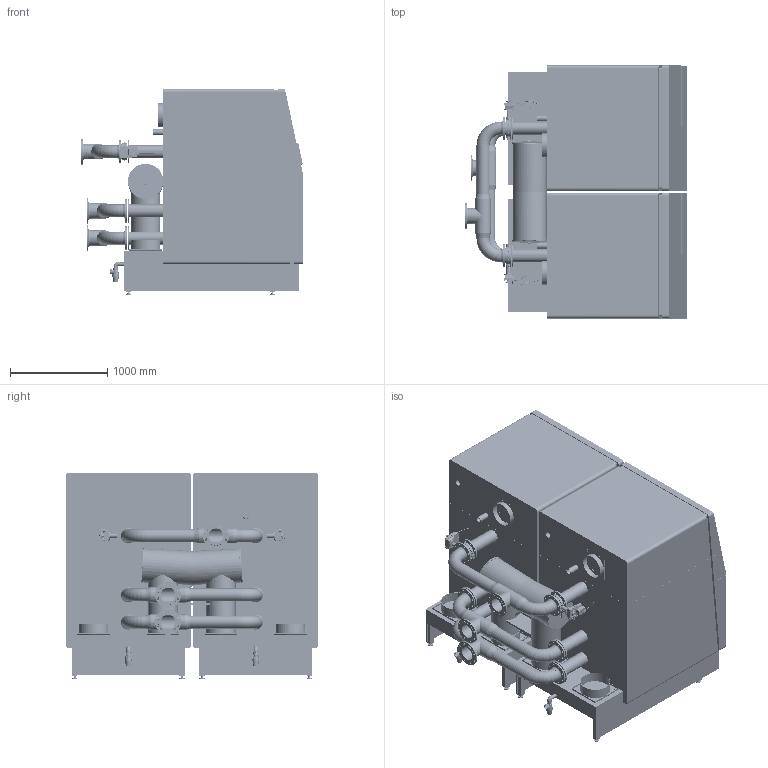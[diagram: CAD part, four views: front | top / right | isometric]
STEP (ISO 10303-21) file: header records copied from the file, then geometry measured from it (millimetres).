
FILE_DESCRIPTION(('CATIA V5 STEP Exchange'),'2;1');
FILE_NAME('4212691 UG_(1150D-1440D).stp','2014-04-03T14:56:14+00:00',('N.N.'),('Hovalwerke AG FL-9490 Vaduz'),'CATIA Version 5 Release 20 SP 7 (IN-10)','CATIA V5 STEP AP203','none');
FILE_SCHEMA(('CONFIG_CONTROL_DESIGN'));
Products named in the file (15): 4212691_UG (1150D-1440D) Planerdaten 3D CSM_10459382_C83_000_00; 4212681_UG (575-720) Planerdaten 3D CSM_10407942_C85_000_00; 6025797; 6025655; 6010014; 6010013; 6011785; 6017755; Product1; 6012533; 6009534; 2022548; 2028546; 2031068; _Abgassammler UltraGas (800D-1000D)_10320153_C83_000_00
Assembly tree (73 placements, depth 5):
  4212691_UG (1150D-1440D) Planerdaten 3D CSM_10459382_C83_000_00
    4212681_UG (575-720) Planerdaten 3D CSM_10407942_C85_000_00  x2
      #66
      6025797
        #4331
        #6789
        #9881
        6025655
          #10256
          #13621
          #17759
        #18108  x2
      #19753
      6010014
        #19936
        6010013
          #23936
          #24631
      #24826
      6011785
        #25236
        #25405
      #26137
      6017755
        #26605
        #29489
      Product1
        #30076
        #31620
      6012533
        #32220
        #32389
        #33151  x2
    6009534  x3
      #33776
      #34502
      #34887
      #35056
      #35348
      #36270
    2022548  x2
      2028546
        #37236
        #40027
        #41453
        #42148
        #46247
        #51540
      2031068
        #54271
        #67981
        #69303
        #75475
    _Abgassammler UltraGas (800D-1000D)_10320153_C83_000_00
      #75754  x2
      #76395  x2
      #76895
Bounding box: 2286.04 x 2600 x 2116 mm (x, y, z)
Volume: 7240586696.3 mm3; surface area: 84095668.2 mm2
Topology: 178 solids, 178 shells, 5883 faces, 14810 edges, 9402 vertices
Faces by surface type: plane 2779, cylinder 1910, cone 478, torus 446, bspline 226, sphere 24, revolution 20
Full cylindrical faces by diameter (mm): 302 x4, 306 x4
Entity records: 79815 total; most frequent: CARTESIAN_POINT 24886, ORIENTED_EDGE 12184, DIRECTION 8945, EDGE_CURVE 6092, VERTEX_POINT 3868, AXIS2_PLACEMENT_3D 3721, VECTOR 3399, LINE 3399
